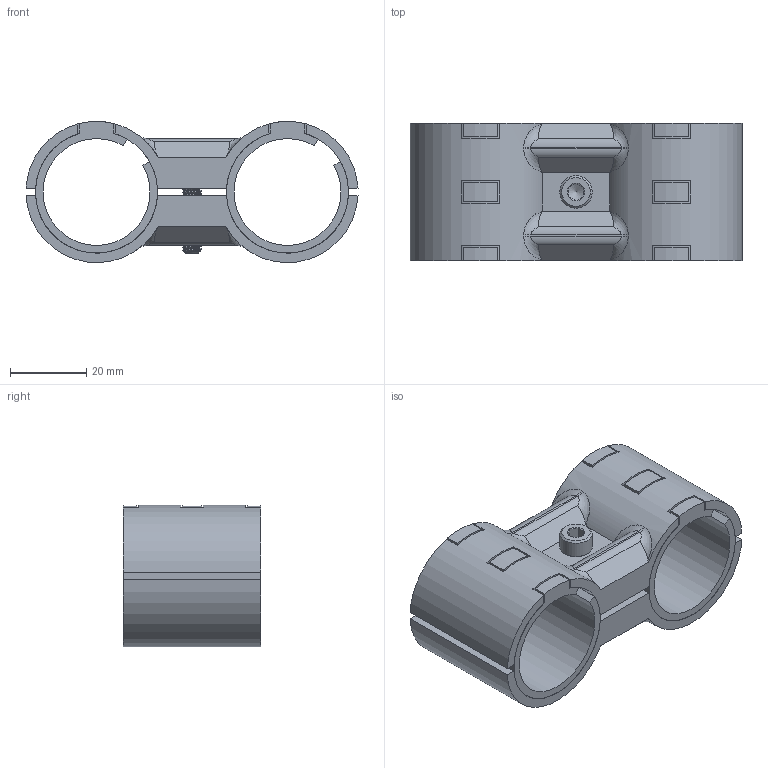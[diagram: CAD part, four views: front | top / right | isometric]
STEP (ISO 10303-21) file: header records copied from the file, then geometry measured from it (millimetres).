
FILE_DESCRIPTION(('STEP AP203'), '1');
FILE_NAME('Ñáîðêà Êðîíøòåéí ñîåäèíèòåëüíûé 8Â (AL-DF-8B)', '', ('UNSPECIFIED'), ('UNSPECIFIED'), 'ASCON STEP Converter 1.6', 'ASCON Math Kernel', '');
FILE_SCHEMA(('CONFIG_CONTROL_DESIGN'));
Length unit declared in the file: millimetre
Products named in the file (6): DIN_EN_ISO_4762_M5x25; M5 Nut
Assembly tree (6 placements, depth 2):
  (unnamed)
    (unnamed)
    (unnamed)
    DIN_EN_ISO_4762_M5x25
    M5 Nut
    (unnamed)  x2
Bounding box: 86.95 x 36 x 36.99 mm (x, y, z)
Volume: 35057.7 mm3; surface area: 33014 mm2
Topology: 6 solids, 6 shells, 292 faces, 730 edges, 437 vertices
Faces by surface type: plane 105, cylinder 100, bspline 54, cone 25, torus 8
Full cylindrical faces by diameter (mm): 5 x30, 5.2 x2, 8.5 x1
Entity records: 34526 total; most frequent: CARTESIAN_POINT 26177, ORIENTED_EDGE 1294, DIRECTION 1047, EDGE_CURVE 647, VERTEX_POINT 403, AXIS2_PLACEMENT_3D 398, EDGE_LOOP 302, FACE_BOUND 282
